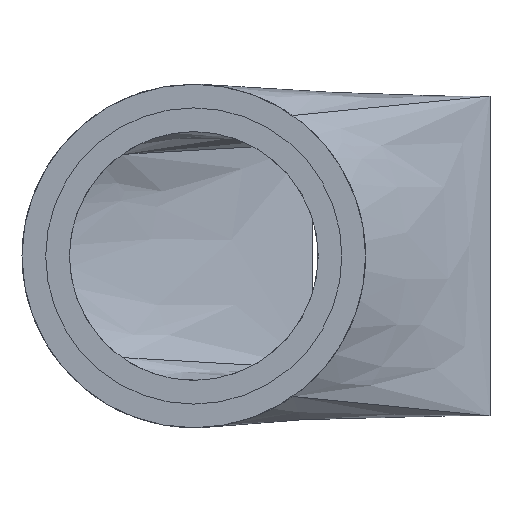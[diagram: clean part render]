
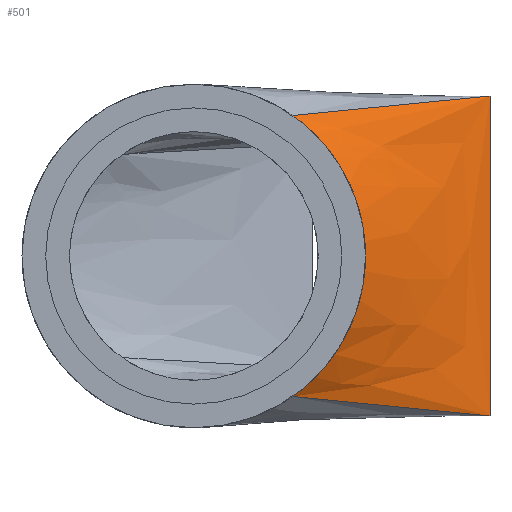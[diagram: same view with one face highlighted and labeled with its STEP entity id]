
A CAD part, left-side view. The second image highlights one B-rep face of the part: STEP entity #501.
In plain terms, the highlighted free-form (B-spline) face has degree [3, 3] with [7, 4] control points.
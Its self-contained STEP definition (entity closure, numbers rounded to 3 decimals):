
#41=FACE_OUTER_BOUND('',#67,.T.);
#67=EDGE_LOOP('',(#373,#374,#375,#376));
#103=LINE('',#864,#158);
#108=LINE('',#903,#163);
#109=LINE('',#904,#164);
#158=VECTOR('',#606,19.496);
#163=VECTOR('',#613,19.496);
#164=VECTOR('',#614,10.);
#211=CIRCLE('',#546,14.5);
#237=VERTEX_POINT('',#861);
#238=VERTEX_POINT('',#863);
#242=VERTEX_POINT('',#900);
#243=VERTEX_POINT('',#902);
#291=EDGE_CURVE('',#237,#238,#103,.T.);
#296=EDGE_CURVE('',#237,#242,#211,.T.);
#297=EDGE_CURVE('',#242,#243,#108,.T.);
#298=EDGE_CURVE('',#243,#238,#109,.T.);
#373=ORIENTED_EDGE('',*,*,#296,.T.);
#374=ORIENTED_EDGE('',*,*,#297,.T.);
#375=ORIENTED_EDGE('',*,*,#298,.T.);
#376=ORIENTED_EDGE('',*,*,#291,.F.);
#493=B_SPLINE_SURFACE_WITH_KNOTS('',3,3,((#872,#873,#874,#875),(#876,#877,
#878,#879),(#880,#881,#882,#883),(#884,#885,#886,#887),(#888,#889,#890,
#891),(#892,#893,#894,#895),(#896,#897,#898,#899)),.UNSPECIFIED.,.F.,.F.,
 .F.,(4,1,1,1,4),(4,4),(0.,0.286,0.571,0.857,
1.),(0.,1.),.UNSPECIFIED.);
#501=ADVANCED_FACE('',(#41),#493,.T.);
#546=AXIS2_PLACEMENT_3D('',#901,#611,#612);
#606=DIRECTION('',(0.513,-0.854,0.084));
#611=DIRECTION('center_axis',(1.,0.,0.));
#612=DIRECTION('ref_axis',(0.,0.,-1.));
#613=DIRECTION('',(0.513,-0.854,-0.084));
#614=DIRECTION('',(0.,0.,1.));
#861=CARTESIAN_POINT('',(-78.,16.655,11.858));
#863=CARTESIAN_POINT('',(-68.,0.,13.5));
#864=CARTESIAN_POINT('',(-78.,16.655,11.858));
#872=CARTESIAN_POINT('Ctrl Pts',(-78.,16.655,11.858));
#873=CARTESIAN_POINT('Ctrl Pts',(-74.667,11.104,12.405));
#874=CARTESIAN_POINT('Ctrl Pts',(-71.333,5.552,12.953));
#875=CARTESIAN_POINT('Ctrl Pts',(-68.,0.,13.5));
#876=CARTESIAN_POINT('Ctrl Pts',(-78.,14.492,10.336));
#877=CARTESIAN_POINT('Ctrl Pts',(-74.667,9.662,10.532));
#878=CARTESIAN_POINT('Ctrl Pts',(-71.333,4.83,10.732));
#879=CARTESIAN_POINT('Ctrl Pts',(-68.,0.,10.929));
#880=CARTESIAN_POINT('Ctrl Pts',(-78.,11.023,6.081));
#881=CARTESIAN_POINT('Ctrl Pts',(-74.667,7.349,5.983));
#882=CARTESIAN_POINT('Ctrl Pts',(-71.333,3.674,5.884));
#883=CARTESIAN_POINT('Ctrl Pts',(-68.,0.,5.786));
#884=CARTESIAN_POINT('Ctrl Pts',(-78.,9.898,-2.08));
#885=CARTESIAN_POINT('Ctrl Pts',(-74.667,6.599,-2.03));
#886=CARTESIAN_POINT('Ctrl Pts',(-71.333,3.299,-1.978));
#887=CARTESIAN_POINT('Ctrl Pts',(-68.,0.,-1.929));
#888=CARTESIAN_POINT('Ctrl Pts',(-78.,12.638,-8.372));
#889=CARTESIAN_POINT('Ctrl Pts',(-74.667,8.426,-8.367));
#890=CARTESIAN_POINT('Ctrl Pts',(-71.333,4.212,-8.363));
#891=CARTESIAN_POINT('Ctrl Pts',(-68.,0.,-8.357));
#892=CARTESIAN_POINT('Ctrl Pts',(-78.,15.574,-11.097));
#893=CARTESIAN_POINT('Ctrl Pts',(-74.667,10.382,-11.47));
#894=CARTESIAN_POINT('Ctrl Pts',(-71.333,5.192,-11.841));
#895=CARTESIAN_POINT('Ctrl Pts',(-68.,0.,-12.214));
#896=CARTESIAN_POINT('Ctrl Pts',(-78.,16.655,-11.858));
#897=CARTESIAN_POINT('Ctrl Pts',(-74.667,11.104,-12.405));
#898=CARTESIAN_POINT('Ctrl Pts',(-71.333,5.552,-12.953));
#899=CARTESIAN_POINT('Ctrl Pts',(-68.,0.,-13.5));
#900=CARTESIAN_POINT('',(-78.,16.655,-11.858));
#901=CARTESIAN_POINT('Origin',(-78.,25.,0.));
#902=CARTESIAN_POINT('',(-68.,0.,-13.5));
#903=CARTESIAN_POINT('',(-78.,16.655,-11.858));
#904=CARTESIAN_POINT('',(-68.,0.,-13.5));
